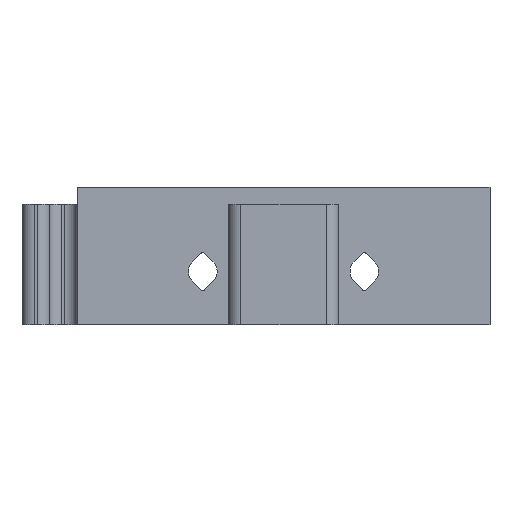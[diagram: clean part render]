
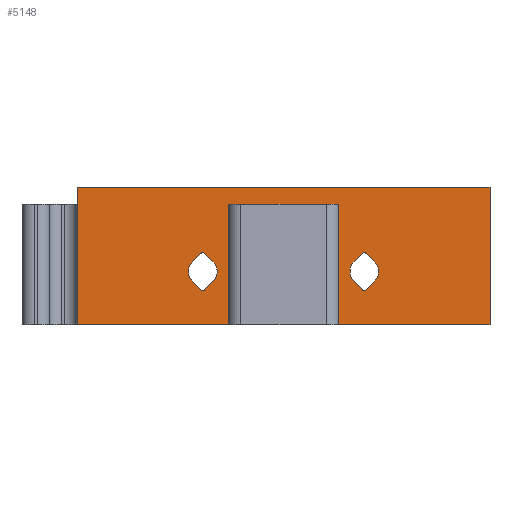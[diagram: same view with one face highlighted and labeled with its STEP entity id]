
A CAD part, front view. The second image highlights one B-rep face of the part: STEP entity #5148.
In plain terms, the highlighted planar face has unit normal (0, -1, 0).
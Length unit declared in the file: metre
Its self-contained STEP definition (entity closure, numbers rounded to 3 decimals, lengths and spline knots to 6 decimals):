
#262=CIRCLE('',#5489,0.002075);
#263=CIRCLE('',#5490,0.0004);
#264=CIRCLE('',#5491,0.002075);
#265=CIRCLE('',#5492,0.0004);
#266=CIRCLE('',#5493,0.002075);
#267=CIRCLE('',#5494,0.0004);
#268=CIRCLE('',#5495,0.002075);
#269=CIRCLE('',#5496,0.0004);
#625=ORIENTED_EDGE('',*,*,#2257,.F.);
#626=ORIENTED_EDGE('',*,*,#2258,.F.);
#627=ORIENTED_EDGE('',*,*,#2259,.F.);
#628=ORIENTED_EDGE('',*,*,#2260,.F.);
#629=ORIENTED_EDGE('',*,*,#2261,.T.);
#630=ORIENTED_EDGE('',*,*,#2262,.F.);
#631=ORIENTED_EDGE('',*,*,#2263,.T.);
#632=ORIENTED_EDGE('',*,*,#2264,.F.);
#633=ORIENTED_EDGE('',*,*,#2265,.F.);
#634=ORIENTED_EDGE('',*,*,#2266,.F.);
#635=ORIENTED_EDGE('',*,*,#2267,.F.);
#636=ORIENTED_EDGE('',*,*,#2268,.F.);
#637=ORIENTED_EDGE('',*,*,#2269,.T.);
#638=ORIENTED_EDGE('',*,*,#2270,.F.);
#639=ORIENTED_EDGE('',*,*,#2271,.T.);
#640=ORIENTED_EDGE('',*,*,#2272,.F.);
#641=ORIENTED_EDGE('',*,*,#2190,.F.);
#642=ORIENTED_EDGE('',*,*,#2273,.T.);
#643=ORIENTED_EDGE('',*,*,#2154,.T.);
#644=ORIENTED_EDGE('',*,*,#2274,.T.);
#645=ORIENTED_EDGE('',*,*,#2206,.F.);
#646=ORIENTED_EDGE('',*,*,#2275,.F.);
#647=ORIENTED_EDGE('',*,*,#2276,.F.);
#648=ORIENTED_EDGE('',*,*,#2277,.T.);
#2154=EDGE_CURVE('',#2970,#2971,#3516,.F.);
#2190=EDGE_CURVE('',#3005,#3007,#3530,.F.);
#2206=EDGE_CURVE('',#3022,#3023,#3538,.F.);
#2257=EDGE_CURVE('',#3073,#3074,#3565,.T.);
#2258=EDGE_CURVE('',#3075,#3073,#262,.T.);
#2259=EDGE_CURVE('',#3076,#3075,#3566,.T.);
#2260=EDGE_CURVE('',#3077,#3076,#263,.T.);
#2261=EDGE_CURVE('',#3077,#3078,#3567,.T.);
#2262=EDGE_CURVE('',#3079,#3078,#264,.T.);
#2263=EDGE_CURVE('',#3079,#3080,#3568,.T.);
#2264=EDGE_CURVE('',#3074,#3080,#265,.T.);
#2265=EDGE_CURVE('',#3081,#3082,#3569,.T.);
#2266=EDGE_CURVE('',#3083,#3081,#266,.T.);
#2267=EDGE_CURVE('',#3084,#3083,#3570,.T.);
#2268=EDGE_CURVE('',#3085,#3084,#267,.T.);
#2269=EDGE_CURVE('',#3085,#3086,#3571,.T.);
#2270=EDGE_CURVE('',#3087,#3086,#268,.T.);
#2271=EDGE_CURVE('',#3087,#3088,#3572,.T.);
#2272=EDGE_CURVE('',#3082,#3088,#269,.T.);
#2273=EDGE_CURVE('',#3005,#2970,#3573,.T.);
#2274=EDGE_CURVE('',#2971,#3023,#3574,.T.);
#2275=EDGE_CURVE('',#3089,#3022,#3575,.T.);
#2276=EDGE_CURVE('',#3090,#3089,#3576,.F.);
#2277=EDGE_CURVE('',#3090,#3007,#3577,.F.);
#2970=VERTEX_POINT('',#7061);
#2971=VERTEX_POINT('',#7062);
#3005=VERTEX_POINT('',#7172);
#3007=VERTEX_POINT('',#7175);
#3022=VERTEX_POINT('',#7205);
#3023=VERTEX_POINT('',#7207);
#3073=VERTEX_POINT('',#7309);
#3074=VERTEX_POINT('',#7310);
#3075=VERTEX_POINT('',#7312);
#3076=VERTEX_POINT('',#7314);
#3077=VERTEX_POINT('',#7316);
#3078=VERTEX_POINT('',#7318);
#3079=VERTEX_POINT('',#7320);
#3080=VERTEX_POINT('',#7322);
#3081=VERTEX_POINT('',#7325);
#3082=VERTEX_POINT('',#7326);
#3083=VERTEX_POINT('',#7328);
#3084=VERTEX_POINT('',#7330);
#3085=VERTEX_POINT('',#7332);
#3086=VERTEX_POINT('',#7334);
#3087=VERTEX_POINT('',#7336);
#3088=VERTEX_POINT('',#7338);
#3089=VERTEX_POINT('',#7343);
#3090=VERTEX_POINT('',#7345);
#3516=LINE('',#7060,#3974);
#3530=LINE('',#7174,#3988);
#3538=LINE('',#7206,#3996);
#3565=LINE('',#7308,#4023);
#3566=LINE('',#7313,#4024);
#3567=LINE('',#7317,#4025);
#3568=LINE('',#7321,#4026);
#3569=LINE('',#7324,#4027);
#3570=LINE('',#7329,#4028);
#3571=LINE('',#7333,#4029);
#3572=LINE('',#7337,#4030);
#3573=LINE('',#7340,#4031);
#3574=LINE('',#7341,#4032);
#3575=LINE('',#7342,#4033);
#3576=LINE('',#7344,#4034);
#3577=LINE('',#7346,#4035);
#3974=VECTOR('',#5838,1.);
#3988=VECTOR('',#5858,1.);
#3996=VECTOR('',#5882,1.);
#4023=VECTOR('',#5959,1.);
#4024=VECTOR('',#5962,1.);
#4025=VECTOR('',#5965,1.);
#4026=VECTOR('',#5968,1.);
#4027=VECTOR('',#5971,1.);
#4028=VECTOR('',#5974,1.);
#4029=VECTOR('',#5977,1.);
#4030=VECTOR('',#5980,1.);
#4031=VECTOR('',#5983,1.);
#4032=VECTOR('',#5984,1.);
#4033=VECTOR('',#5985,1.);
#4034=VECTOR('',#5986,1.);
#4035=VECTOR('',#5987,1.);
#4438=EDGE_LOOP('',(#625,#626,#627,#628,#629,#630,#631,#632));
#4439=EDGE_LOOP('',(#633,#634,#635,#636,#637,#638,#639,#640));
#4440=EDGE_LOOP('',(#641,#642,#643,#644,#645,#646,#647,#648));
#4734=FACE_BOUND('',#4438,.T.);
#4735=FACE_BOUND('',#4439,.T.);
#4736=FACE_BOUND('',#4440,.T.);
#5026=PLANE('',#5488);
#5148=ADVANCED_FACE('',(#4734,#4735,#4736),#5026,.T.);
#5488=AXIS2_PLACEMENT_3D('',#7307,#5957,#5958);
#5489=AXIS2_PLACEMENT_3D('',#7311,#5960,#5961);
#5490=AXIS2_PLACEMENT_3D('',#7315,#5963,#5964);
#5491=AXIS2_PLACEMENT_3D('',#7319,#5966,#5967);
#5492=AXIS2_PLACEMENT_3D('',#7323,#5969,#5970);
#5493=AXIS2_PLACEMENT_3D('',#7327,#5972,#5973);
#5494=AXIS2_PLACEMENT_3D('',#7331,#5975,#5976);
#5495=AXIS2_PLACEMENT_3D('',#7335,#5978,#5979);
#5496=AXIS2_PLACEMENT_3D('',#7339,#5981,#5982);
#5838=DIRECTION('',(1.,0.,0.));
#5858=DIRECTION('',(1.,0.,0.));
#5882=DIRECTION('',(1.,0.,0.));
#5957=DIRECTION('',(0.,-1.,0.));
#5958=DIRECTION('',(1.,0.,0.));
#5959=DIRECTION('',(0.707,0.,-0.707));
#5960=DIRECTION('',(0.,-1.,0.));
#5961=DIRECTION('',(1.,0.,0.));
#5962=DIRECTION('',(-0.707,0.,-0.707));
#5963=DIRECTION('',(0.,-1.,0.));
#5964=DIRECTION('',(1.,0.,0.));
#5965=DIRECTION('',(0.707,0.,-0.707));
#5966=DIRECTION('',(0.,-1.,0.));
#5967=DIRECTION('',(1.,0.,0.));
#5968=DIRECTION('',(-0.707,0.,-0.707));
#5969=DIRECTION('',(0.,-1.,0.));
#5970=DIRECTION('',(1.,0.,0.));
#5971=DIRECTION('',(0.707,0.,-0.707));
#5972=DIRECTION('',(0.,-1.,0.));
#5973=DIRECTION('',(1.,0.,0.));
#5974=DIRECTION('',(-0.707,0.,-0.707));
#5975=DIRECTION('',(0.,-1.,0.));
#5976=DIRECTION('',(1.,0.,0.));
#5977=DIRECTION('',(0.707,0.,-0.707));
#5978=DIRECTION('',(0.,-1.,0.));
#5979=DIRECTION('',(1.,0.,0.));
#5980=DIRECTION('',(-0.707,0.,-0.707));
#5981=DIRECTION('',(0.,-1.,0.));
#5982=DIRECTION('',(1.,0.,0.));
#5983=DIRECTION('',(0.,0.,1.));
#5984=DIRECTION('',(0.,0.,-1.));
#5985=DIRECTION('',(0.,0.,-1.));
#5986=DIRECTION('',(1.,0.,0.));
#5987=DIRECTION('',(0.,0.,1.));
#7060=CARTESIAN_POINT('',(1.397889,1.410025,0.38));
#7061=CARTESIAN_POINT('',(1.65,1.410025,0.38));
#7062=CARTESIAN_POINT('',(1.59,1.410025,0.38));
#7172=CARTESIAN_POINT('',(1.65,1.410025,0.36));
#7174=CARTESIAN_POINT('',(1.697889,1.410025,0.36));
#7175=CARTESIAN_POINT('',(1.625778,1.410025,0.36));
#7205=CARTESIAN_POINT('',(1.614222,1.410025,0.36));
#7206=CARTESIAN_POINT('',(1.577889,1.410025,0.36));
#7207=CARTESIAN_POINT('',(1.59,1.410025,0.36));
#7307=CARTESIAN_POINT('',(1.397889,1.410025,0.38));
#7308=CARTESIAN_POINT('',(1.507211,1.410025,0.489322));
#7309=CARTESIAN_POINT('',(1.630266,1.410025,0.366266));
#7310=CARTESIAN_POINT('',(1.631451,1.410025,0.365082));
#7311=CARTESIAN_POINT('',(1.631733,1.410025,0.367733));
#7312=CARTESIAN_POINT('',(1.630266,1.410025,0.369201));
#7313=CARTESIAN_POINT('',(1.519477,1.410025,0.258412));
#7314=CARTESIAN_POINT('',(1.631451,1.410025,0.370385));
#7315=CARTESIAN_POINT('',(1.631733,1.410025,0.370102));
#7316=CARTESIAN_POINT('',(1.632016,1.410025,0.370385));
#7317=CARTESIAN_POINT('',(1.510145,1.410025,0.492256));
#7318=CARTESIAN_POINT('',(1.633201,1.410025,0.369201));
#7319=CARTESIAN_POINT('',(1.631733,1.410025,0.367733));
#7320=CARTESIAN_POINT('',(1.633201,1.410025,0.366266));
#7321=CARTESIAN_POINT('',(1.522412,1.410025,0.255477));
#7322=CARTESIAN_POINT('',(1.632016,1.410025,0.365082));
#7323=CARTESIAN_POINT('',(1.631733,1.410025,0.365365));
#7324=CARTESIAN_POINT('',(1.495477,1.410025,0.477588));
#7325=CARTESIAN_POINT('',(1.606799,1.410025,0.366266));
#7326=CARTESIAN_POINT('',(1.607984,1.410025,0.365082));
#7327=CARTESIAN_POINT('',(1.608267,1.410025,0.367733));
#7328=CARTESIAN_POINT('',(1.606799,1.410025,0.369201));
#7329=CARTESIAN_POINT('',(1.507744,1.410025,0.270145));
#7330=CARTESIAN_POINT('',(1.607984,1.410025,0.370385));
#7331=CARTESIAN_POINT('',(1.608267,1.410025,0.370102));
#7332=CARTESIAN_POINT('',(1.608549,1.410025,0.370385));
#7333=CARTESIAN_POINT('',(1.498412,1.410025,0.480523));
#7334=CARTESIAN_POINT('',(1.609734,1.410025,0.369201));
#7335=CARTESIAN_POINT('',(1.608267,1.410025,0.367733));
#7336=CARTESIAN_POINT('',(1.609734,1.410025,0.366266));
#7337=CARTESIAN_POINT('',(1.510678,1.410025,0.267211));
#7338=CARTESIAN_POINT('',(1.608549,1.410025,0.365082));
#7339=CARTESIAN_POINT('',(1.608267,1.410025,0.365365));
#7340=CARTESIAN_POINT('',(1.65,1.410025,0.38));
#7341=CARTESIAN_POINT('',(1.59,1.410025,0.38));
#7342=CARTESIAN_POINT('',(1.614222,1.410025,0.38));
#7343=CARTESIAN_POINT('',(1.614222,1.410025,0.3775));
#7344=CARTESIAN_POINT('',(1.697889,1.410025,0.3775));
#7345=CARTESIAN_POINT('',(1.625778,1.410025,0.3775));
#7346=CARTESIAN_POINT('',(1.625778,1.410025,0.38));
